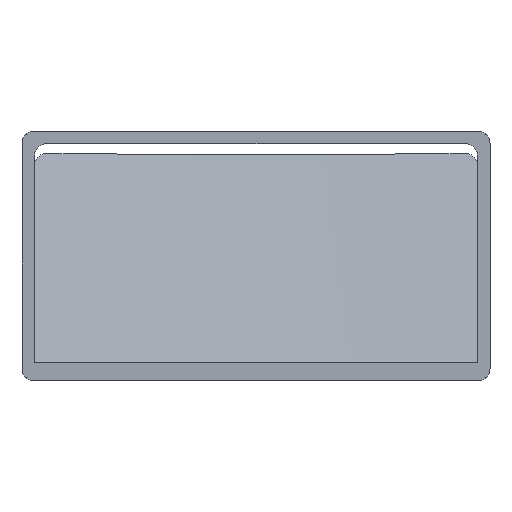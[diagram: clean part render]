
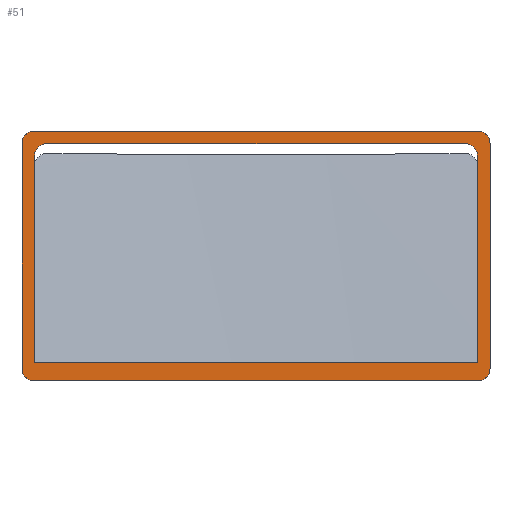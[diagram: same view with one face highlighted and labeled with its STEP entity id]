
A CAD part, top view. The second image highlights one B-rep face of the part: STEP entity #51.
In plain terms, the highlighted planar face has unit normal (0, 0, 1).
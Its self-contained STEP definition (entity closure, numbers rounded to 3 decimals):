
#51=ADVANCED_FACE('',(#123,#125),#127,.T.);
#123=FACE_BOUND('',#124,.T.);
#124=EDGE_LOOP('',(#494,#495,#496,#497,#498,#499,#500,#501));
#125=FACE_BOUND('',#126,.T.);
#126=EDGE_LOOP('',(#502,#503,#504,#505,#506,#507));
#127=PLANE('',#128);
#128=AXIS2_PLACEMENT_3D('',#129,#130,#131);
#129=CARTESIAN_POINT('',(0.,0.,4.));
#130=DIRECTION('',(0.,0.,1.));
#131=DIRECTION('',(-1.,0.,0.));
#494=ORIENTED_EDGE('',*,*,#776,.F.);
#495=ORIENTED_EDGE('',*,*,#777,.T.);
#496=ORIENTED_EDGE('',*,*,#778,.F.);
#497=ORIENTED_EDGE('',*,*,#779,.T.);
#498=ORIENTED_EDGE('',*,*,#780,.F.);
#499=ORIENTED_EDGE('',*,*,#781,.T.);
#500=ORIENTED_EDGE('',*,*,#782,.F.);
#501=ORIENTED_EDGE('',*,*,#783,.T.);
#502=ORIENTED_EDGE('',*,*,#784,.F.);
#503=ORIENTED_EDGE('',*,*,#785,.T.);
#504=ORIENTED_EDGE('',*,*,#786,.F.);
#505=ORIENTED_EDGE('',*,*,#787,.T.);
#506=ORIENTED_EDGE('',*,*,#788,.T.);
#507=ORIENTED_EDGE('',*,*,#789,.T.);
#776=EDGE_CURVE('',#938,#939,#940,.F.);
#777=EDGE_CURVE('',#938,#941,#942,.T.);
#778=EDGE_CURVE('',#943,#941,#944,.F.);
#779=EDGE_CURVE('',#943,#945,#946,.T.);
#780=EDGE_CURVE('',#947,#945,#948,.F.);
#781=EDGE_CURVE('',#947,#949,#950,.T.);
#782=EDGE_CURVE('',#951,#949,#952,.F.);
#783=EDGE_CURVE('',#951,#939,#953,.T.);
#784=EDGE_CURVE('',#954,#955,#956,.F.);
#785=EDGE_CURVE('',#954,#957,#958,.F.);
#786=EDGE_CURVE('',#959,#957,#960,.F.);
#787=EDGE_CURVE('',#959,#961,#962,.F.);
#788=EDGE_CURVE('',#961,#963,#964,.T.);
#789=EDGE_CURVE('',#963,#955,#965,.F.);
#938=VERTEX_POINT('',#1223);
#939=VERTEX_POINT('',#1224);
#940=CIRCLE('',#1225,2.);
#941=VERTEX_POINT('',#1229);
#942=LINE('',#1230,#1231);
#943=VERTEX_POINT('',#1233);
#944=CIRCLE('',#1234,2.);
#945=VERTEX_POINT('',#1238);
#946=LINE('',#1239,#1240);
#947=VERTEX_POINT('',#1242);
#948=CIRCLE('',#1243,2.);
#949=VERTEX_POINT('',#1247);
#950=LINE('',#1248,#1249);
#951=VERTEX_POINT('',#1251);
#952=CIRCLE('',#1252,2.);
#953=LINE('',#1256,#1257);
#954=VERTEX_POINT('',#1259);
#955=VERTEX_POINT('',#1260);
#956=CIRCLE('',#1261,2.);
#957=VERTEX_POINT('',#1265);
#958=LINE('',#1266,#1267);
#959=VERTEX_POINT('',#1269);
#960=CIRCLE('',#1270,2.);
#961=VERTEX_POINT('',#1274);
#962=LINE('',#1275,#1276);
#963=VERTEX_POINT('',#1278);
#964=LINE('',#1279,#1280);
#965=LINE('',#1282,#1283);
#1223=CARTESIAN_POINT('',(-35.5,-20.,4.));
#1224=CARTESIAN_POINT('',(-37.5,-18.,4.));
#1225=AXIS2_PLACEMENT_3D('',#1226,#1227,#1228);
#1226=CARTESIAN_POINT('',(-35.5,-18.,4.));
#1227=DIRECTION('',(0.,0.,1.));
#1228=DIRECTION('',(-1.,0.,0.));
#1229=CARTESIAN_POINT('',(35.5,-20.,4.));
#1230=CARTESIAN_POINT('',(-35.5,-20.,4.));
#1231=VECTOR('',#1232,1.);
#1232=DIRECTION('',(1.,0.,0.));
#1233=CARTESIAN_POINT('',(37.5,-18.,4.));
#1234=AXIS2_PLACEMENT_3D('',#1235,#1236,#1237);
#1235=CARTESIAN_POINT('',(35.5,-18.,4.));
#1236=DIRECTION('',(0.,0.,1.));
#1237=DIRECTION('',(0.,-1.,0.));
#1238=CARTESIAN_POINT('',(37.5,18.,4.));
#1239=CARTESIAN_POINT('',(37.5,-18.,4.));
#1240=VECTOR('',#1241,1.);
#1241=DIRECTION('',(0.,1.,0.));
#1242=CARTESIAN_POINT('',(35.5,20.,4.));
#1243=AXIS2_PLACEMENT_3D('',#1244,#1245,#1246);
#1244=CARTESIAN_POINT('',(35.5,18.,4.));
#1245=DIRECTION('',(0.,0.,1.));
#1246=DIRECTION('',(1.,0.,0.));
#1247=CARTESIAN_POINT('',(-35.5,20.,4.));
#1248=CARTESIAN_POINT('',(35.5,20.,4.));
#1249=VECTOR('',#1250,1.);
#1250=DIRECTION('',(-1.,0.,0.));
#1251=CARTESIAN_POINT('',(-37.5,18.,4.));
#1252=AXIS2_PLACEMENT_3D('',#1253,#1254,#1255);
#1253=CARTESIAN_POINT('',(-35.5,18.,4.));
#1254=DIRECTION('',(0.,0.,1.));
#1255=DIRECTION('',(0.,1.,0.));
#1256=CARTESIAN_POINT('',(-37.5,18.,4.));
#1257=VECTOR('',#1258,1.);
#1258=DIRECTION('',(0.,-1.,0.));
#1259=CARTESIAN_POINT('',(-33.5,18.,4.));
#1260=CARTESIAN_POINT('',(-35.5,16.,4.));
#1261=AXIS2_PLACEMENT_3D('',#1262,#1263,#1264);
#1262=CARTESIAN_POINT('',(-33.5,16.,4.));
#1263=DIRECTION('',(0.,0.,-1.));
#1264=DIRECTION('',(-1.,0.,0.));
#1265=CARTESIAN_POINT('',(33.5,18.,4.));
#1266=CARTESIAN_POINT('',(33.5,18.,4.));
#1267=VECTOR('',#1268,1.);
#1268=DIRECTION('',(-1.,0.,0.));
#1269=CARTESIAN_POINT('',(35.5,16.,4.));
#1270=AXIS2_PLACEMENT_3D('',#1271,#1272,#1273);
#1271=CARTESIAN_POINT('',(33.5,16.,4.));
#1272=DIRECTION('',(0.,0.,-1.));
#1273=DIRECTION('',(0.,1.,0.));
#1274=CARTESIAN_POINT('',(35.5,-17.,4.));
#1275=CARTESIAN_POINT('',(35.5,-17.,4.));
#1276=VECTOR('',#1277,1.);
#1277=DIRECTION('',(0.,1.,0.));
#1278=CARTESIAN_POINT('',(-35.5,-17.,4.));
#1279=CARTESIAN_POINT('',(35.5,-17.,4.));
#1280=VECTOR('',#1281,1.);
#1281=DIRECTION('',(-1.,0.,0.));
#1282=CARTESIAN_POINT('',(-35.5,16.,4.));
#1283=VECTOR('',#1284,1.);
#1284=DIRECTION('',(0.,-1.,0.));
